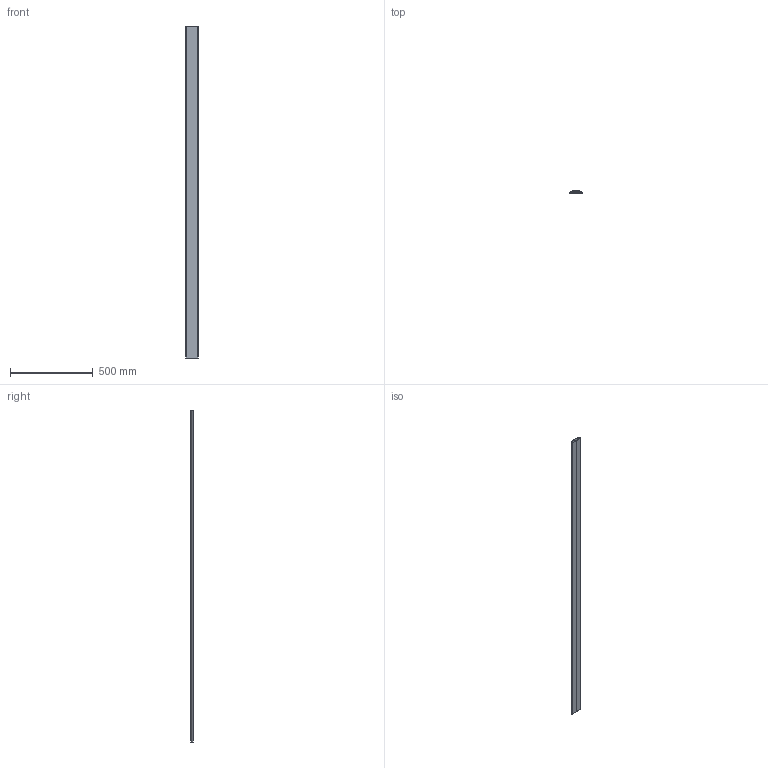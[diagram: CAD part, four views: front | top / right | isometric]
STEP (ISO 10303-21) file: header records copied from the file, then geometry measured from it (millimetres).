
FILE_DESCRIPTION (( 'STEP AP214' ), '1' );
FILE_NAME ('6020809.STEP', '2024-09-16T09:55:29', ( '' ), ( '' ), 'SwSTEP 2.0', 'SolidWorks 2022', '' );
FILE_SCHEMA (( 'AUTOMOTIVE_DESIGN' ));
Length unit declared in the file: millimetre
Products named in the file (3): 254418; 254417; 6020809
Assembly tree (2 placements, depth 2):
  6020809
    254417
    254418
Bounding box: 74.6 x 17.97 x 2000 mm (x, y, z)
Volume: 672012.5 mm3; surface area: 784114.9 mm2
Topology: 2 solids, 2 shells, 43 faces, 117 edges, 78 vertices
Faces by surface type: plane 24, cylinder 14, bspline 5
Entity records: 1552 total; most frequent: CARTESIAN_POINT 364, ORIENTED_EDGE 234, DIRECTION 221, EDGE_CURVE 117, VECTOR 79, LINE 79, VERTEX_POINT 78, AXIS2_PLACEMENT_3D 71
